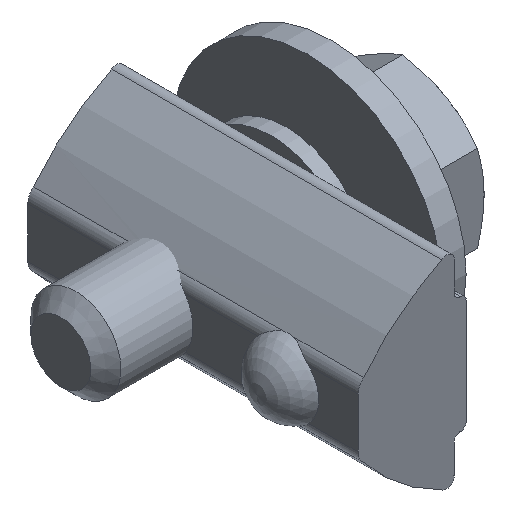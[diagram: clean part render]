
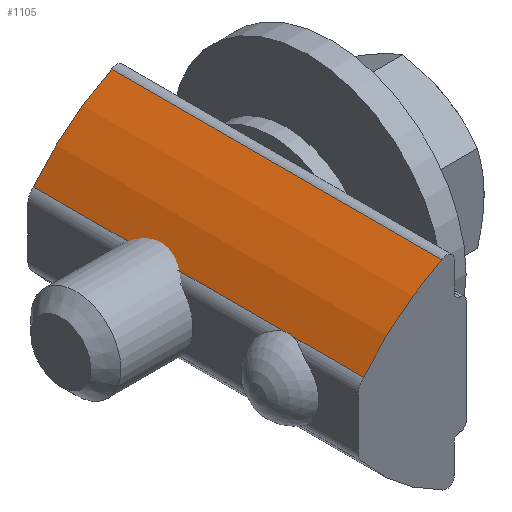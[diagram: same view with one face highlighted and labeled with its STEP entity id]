
A CAD part, isometric view. The second image highlights one B-rep face of the part: STEP entity #1105.
In plain terms, the highlighted cylindrical face has radius 15 mm (diameter 30 mm), a partial arc.
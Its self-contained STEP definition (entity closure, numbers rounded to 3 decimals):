
#134=FACE_OUTER_BOUND('',#203,.T.);
#203=EDGE_LOOP('',(#765,#766,#767,#768,#769,#770,#771,#772));
#280=CIRCLE('',#1334,15.);
#281=CIRCLE('',#1335,15.);
#339=B_SPLINE_CURVE_WITH_KNOTS('',3,(#1864,#1865,#1866,#1867,#1868,#1869,
#1870),.UNSPECIFIED.,.F.,.F.,(4,3,4),(-0.034,0.,0.034),
 .UNSPECIFIED.);
#340=B_SPLINE_CURVE_WITH_KNOTS('',3,(#1881,#1882,#1883,#1884,#1885,#1886,
#1887),.UNSPECIFIED.,.F.,.F.,(4,3,4),(-0.092,0.,0.092),
 .UNSPECIFIED.);
#354=LINE('',#1851,#421);
#355=LINE('',#1872,#422);
#356=LINE('',#1876,#423);
#357=LINE('',#1880,#424);
#421=VECTOR('',#1484,1000.);
#422=VECTOR('',#1487,1000.);
#423=VECTOR('',#1490,1000.);
#424=VECTOR('',#1493,1000.);
#492=VERTEX_POINT('',#1839);
#493=VERTEX_POINT('',#1850);
#494=VERTEX_POINT('',#1863);
#495=VERTEX_POINT('',#1871);
#496=VERTEX_POINT('',#1873);
#497=VERTEX_POINT('',#1875);
#498=VERTEX_POINT('',#1877);
#499=VERTEX_POINT('',#1879);
#598=EDGE_CURVE('',#493,#492,#354,.T.);
#600=EDGE_CURVE('',#492,#494,#339,.T.);
#601=EDGE_CURVE('',#494,#495,#355,.T.);
#602=EDGE_CURVE('',#495,#496,#280,.T.);
#603=EDGE_CURVE('',#497,#496,#356,.T.);
#604=EDGE_CURVE('',#498,#497,#281,.T.);
#605=EDGE_CURVE('',#498,#499,#357,.T.);
#606=EDGE_CURVE('',#493,#499,#340,.T.);
#765=ORIENTED_EDGE('',*,*,#598,.T.);
#766=ORIENTED_EDGE('',*,*,#600,.T.);
#767=ORIENTED_EDGE('',*,*,#601,.T.);
#768=ORIENTED_EDGE('',*,*,#602,.T.);
#769=ORIENTED_EDGE('',*,*,#603,.F.);
#770=ORIENTED_EDGE('',*,*,#604,.F.);
#771=ORIENTED_EDGE('',*,*,#605,.T.);
#772=ORIENTED_EDGE('',*,*,#606,.F.);
#1083=CYLINDRICAL_SURFACE('',#1333,15.);
#1105=ADVANCED_FACE('',(#134),#1083,.T.);
#1333=AXIS2_PLACEMENT_3D('',#1862,#1485,#1486);
#1334=AXIS2_PLACEMENT_3D('',#1874,#1488,#1489);
#1335=AXIS2_PLACEMENT_3D('',#1878,#1491,#1492);
#1484=DIRECTION('',(-1.,0.,0.));
#1485=DIRECTION('center_axis',(-1.,0.,0.));
#1486=DIRECTION('ref_axis',(0.,0.,1.));
#1487=DIRECTION('',(-1.,0.,0.));
#1488=DIRECTION('center_axis',(1.,0.,0.));
#1489=DIRECTION('ref_axis',(0.,0.,-1.));
#1490=DIRECTION('',(-1.,0.,0.));
#1491=DIRECTION('center_axis',(1.,0.,0.));
#1492=DIRECTION('ref_axis',(0.,0.,-1.));
#1493=DIRECTION('',(-1.,0.,0.));
#1839=CARTESIAN_POINT('',(-8.648,6.827,2.446));
#1850=CARTESIAN_POINT('',(-0.957,6.827,2.446));
#1851=CARTESIAN_POINT('',(8.,6.827,2.446));
#1862=CARTESIAN_POINT('Origin',(8.,-4.944,-6.851));
#1863=CARTESIAN_POINT('',(-9.352,6.827,2.446));
#1864=CARTESIAN_POINT('Ctrl Pts',(-8.648,6.827,2.446));
#1865=CARTESIAN_POINT('Ctrl Pts',(-8.767,6.811,2.466));
#1866=CARTESIAN_POINT('Ctrl Pts',(-8.885,6.804,2.475));
#1867=CARTESIAN_POINT('Ctrl Pts',(-9.,6.804,2.475));
#1868=CARTESIAN_POINT('Ctrl Pts',(-9.115,6.804,2.475));
#1869=CARTESIAN_POINT('Ctrl Pts',(-9.233,6.811,2.466));
#1870=CARTESIAN_POINT('Ctrl Pts',(-9.352,6.827,2.446));
#1871=CARTESIAN_POINT('',(-14.,6.827,2.446));
#1872=CARTESIAN_POINT('',(8.,6.827,2.446));
#1873=CARTESIAN_POINT('',(-14.,1.613,6.64));
#1874=CARTESIAN_POINT('Origin',(-14.,-4.944,-6.851));
#1875=CARTESIAN_POINT('',(8.,1.613,6.64));
#1876=CARTESIAN_POINT('',(8.,1.613,6.64));
#1877=CARTESIAN_POINT('',(8.,6.827,2.446));
#1878=CARTESIAN_POINT('Origin',(8.,-4.944,-6.851));
#1879=CARTESIAN_POINT('',(0.957,6.827,2.446));
#1880=CARTESIAN_POINT('',(8.,6.827,2.446));
#1881=CARTESIAN_POINT('Ctrl Pts',(-0.957,6.827,2.446));
#1882=CARTESIAN_POINT('Ctrl Pts',(-0.636,6.773,2.514));
#1883=CARTESIAN_POINT('Ctrl Pts',(-0.307,6.747,2.547));
#1884=CARTESIAN_POINT('Ctrl Pts',(0.,6.747,
2.547));
#1885=CARTESIAN_POINT('Ctrl Pts',(0.306,6.747,2.547));
#1886=CARTESIAN_POINT('Ctrl Pts',(0.637,6.773,2.514));
#1887=CARTESIAN_POINT('Ctrl Pts',(0.957,6.827,2.446));
